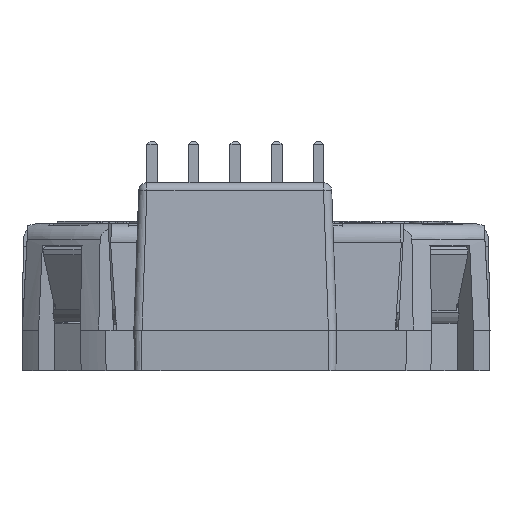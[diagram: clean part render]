
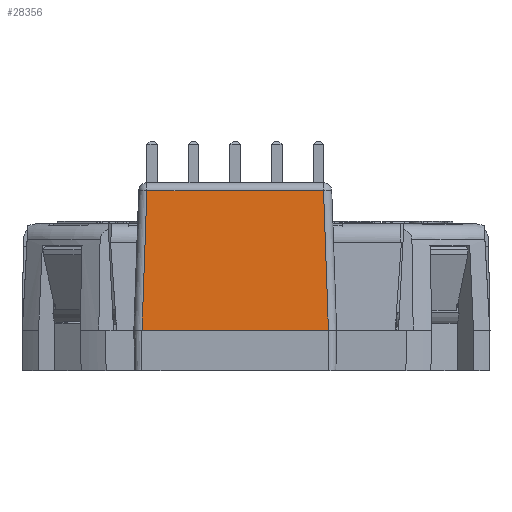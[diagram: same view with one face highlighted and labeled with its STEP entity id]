
A CAD part, front view. The second image highlights one B-rep face of the part: STEP entity #28356.
In plain terms, the highlighted planar face has unit normal (0, -0.999, 0.052).
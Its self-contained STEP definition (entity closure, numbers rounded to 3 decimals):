
#682=PLANE('',#30801);
#3024=FACE_OUTER_BOUND('',#4614,.T.);
#4614=EDGE_LOOP('',(#21829,#21830,#21831,#21832));
#6428=LINE('',#44263,#9130);
#6641=LINE('',#45080,#9343);
#6642=LINE('',#45081,#9344);
#6643=LINE('',#45082,#9345);
#9130=VECTOR('',#34578,1000.);
#9343=VECTOR('',#35195,1000.);
#9344=VECTOR('',#35196,1000.);
#9345=VECTOR('',#35197,1000.);
#13189=VERTEX_POINT('',#44260);
#13190=VERTEX_POINT('',#44262);
#13373=VERTEX_POINT('',#45078);
#13374=VERTEX_POINT('',#45079);
#16198=EDGE_CURVE('',#13190,#13189,#6428,.T.);
#16510=EDGE_CURVE('',#13373,#13374,#6641,.T.);
#16511=EDGE_CURVE('',#13374,#13190,#6642,.T.);
#16512=EDGE_CURVE('',#13189,#13373,#6643,.T.);
#21829=ORIENTED_EDGE('',*,*,#16510,.T.);
#21830=ORIENTED_EDGE('',*,*,#16511,.T.);
#21831=ORIENTED_EDGE('',*,*,#16198,.T.);
#21832=ORIENTED_EDGE('',*,*,#16512,.T.);
#28356=ADVANCED_FACE('',(#3024),#682,.T.);
#30801=AXIS2_PLACEMENT_3D('',#45077,#35193,#35194);
#34578=DIRECTION('',(1.,0.,0.));
#35193=DIRECTION('center_axis',(0.,-0.999,
0.052));
#35194=DIRECTION('ref_axis',(0.,0.052,0.999));
#35195=DIRECTION('',(-1.,0.,0.));
#35196=DIRECTION('',(-0.035,-0.052,-0.998));
#35197=DIRECTION('',(-0.035,0.052,0.998));
#44260=CARTESIAN_POINT('',(4.425,-18.872,-0.27));
#44262=CARTESIAN_POINT('',(-6.965,-18.872,-0.27));
#44263=CARTESIAN_POINT('',(0.,-18.872,-0.27));
#45077=CARTESIAN_POINT('Origin',(-6.6,-18.4,8.73));
#45078=CARTESIAN_POINT('',(4.127,-18.425,8.256));
#45079=CARTESIAN_POINT('',(-6.667,-18.425,8.256));
#45080=CARTESIAN_POINT('',(-6.6,-18.425,8.256));
#45081=CARTESIAN_POINT('',(-6.651,-18.4,8.732));
#45082=CARTESIAN_POINT('',(4.128,-18.426,8.23));
